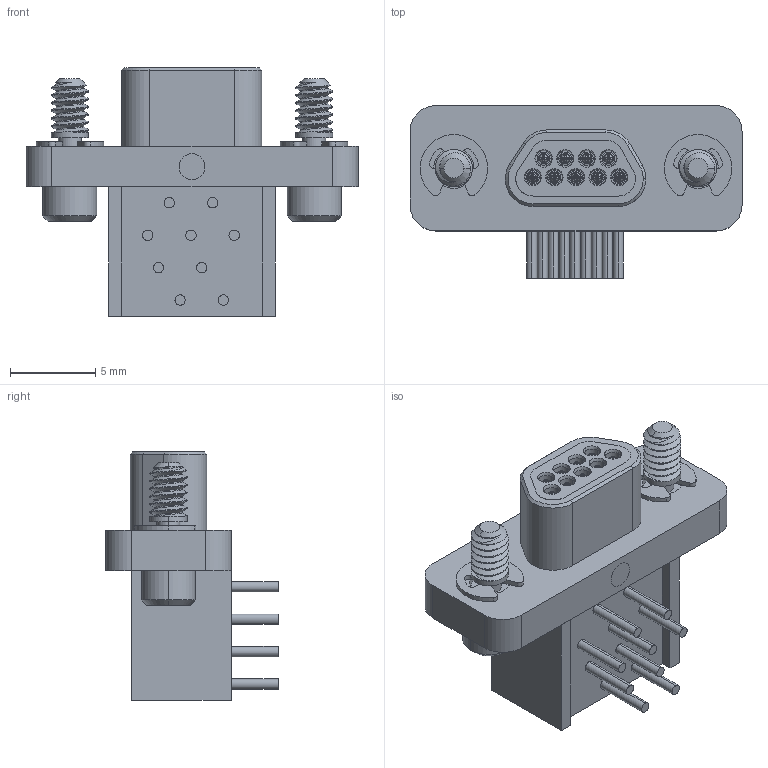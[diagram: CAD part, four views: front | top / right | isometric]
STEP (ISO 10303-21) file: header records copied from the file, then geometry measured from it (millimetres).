
FILE_DESCRIPTION (( 'STEP AP214' ), '1' );
FILE_NAME ('836110012.STEP', '2019-01-29T18:37:36', ( '' ), ( '' ), 'SwSTEP 2.0', 'SolidWorks 2018', '' );
FILE_SCHEMA (( 'AUTOMOTIVE_DESIGN' ));
Length unit declared in the file: inch
Products named in the file (1): 836110012
Bounding box: 19.51 x 10.13 x 14.61 mm (x, y, z)
Volume: 899.1 mm3; surface area: 1834.4 mm2
Topology: 25 solids, 25 shells, 992 faces, 2678 edges, 1672 vertices
Faces by surface type: plane 344, cylinder 299, cone 235, torus 108, bspline 6
Entity records: 51770 total; most frequent: CARTESIAN_POINT 15236, ORIENTED_EDGE 5294, DIRECTION 4494, EDGE_CURVE 2647, AXIS2_PLACEMENT_3D 1790, VERTEX_POINT 1672, EDGE_LOOP 1039, LENGTH_MEASURE_WITH_UNIT 1019
